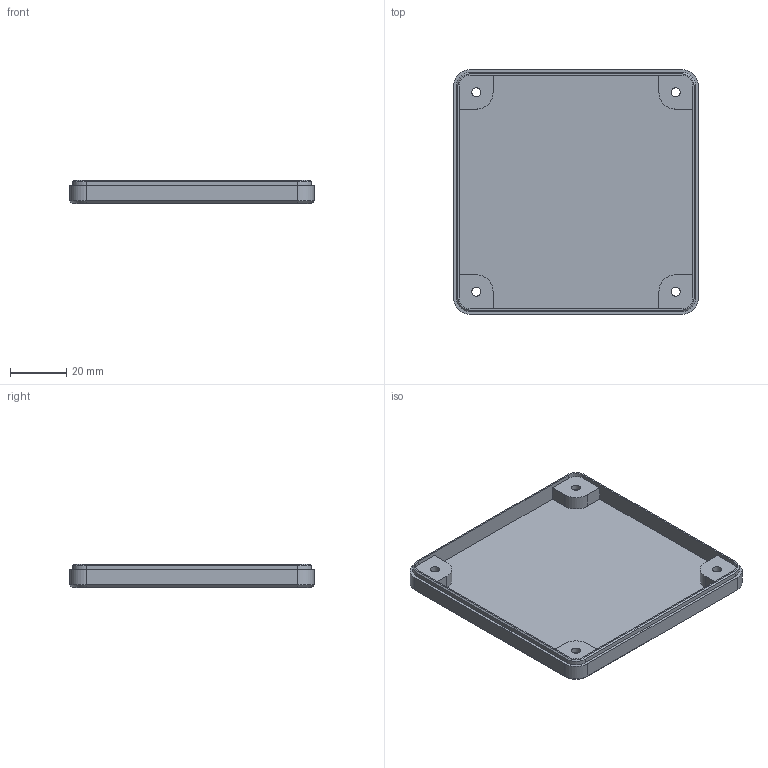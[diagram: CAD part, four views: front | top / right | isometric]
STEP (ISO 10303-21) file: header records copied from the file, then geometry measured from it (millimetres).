
FILE_DESCRIPTION(/* description */ (''),/* implementation_level */ '2;1');
FILE_NAME(/* name */ 'Motherbuzz bottom 07112024.step',/* time_stamp */ '2024-11-07T19:47:03Z',/* author */ (''),/* organization */ (''),/* preprocessor_version */ 'ST-DEVELOPER v20',/* originating_system */ 'Autodesk Translation Framework v13.20.0.188',/* authorisation */ '');
FILE_SCHEMA (('AUTOMOTIVE_DESIGN { 1 0 10303 214 3 1 1 }'));
Length unit declared in the file: millimetre
Products named in the file (1): Motherbuzz bottom
Bounding box: 87.28 x 87.28 x 8.4 mm (x, y, z)
Volume: 20528.1 mm3; surface area: 20955.3 mm2
Topology: 1 solids, 1 shells, 1186 faces, 3261 edges, 2166 vertices
Faces by surface type: bspline 579, plane 567, cylinder 28, cone 12
Full cylindrical faces by diameter (mm): 3.2 x4, 4.5 x4, 5.2 x4
Entity records: 42740 total; most frequent: CARTESIAN_POINT 16457, ORIENTED_EDGE 6522, DIRECTION 3387, EDGE_CURVE 3261, VERTEX_POINT 2166, LINE 2035, VECTOR 2035, EDGE_LOOP 1283
